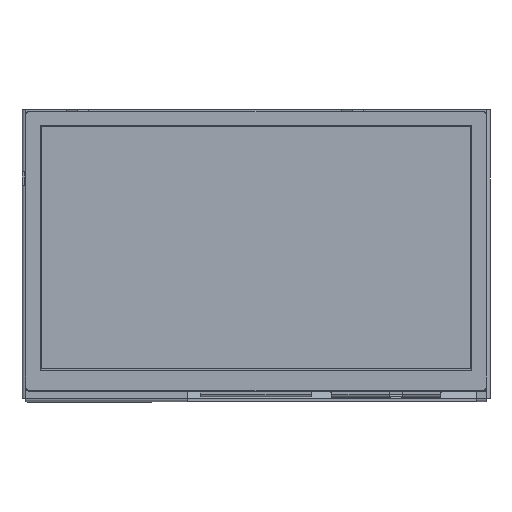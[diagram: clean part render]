
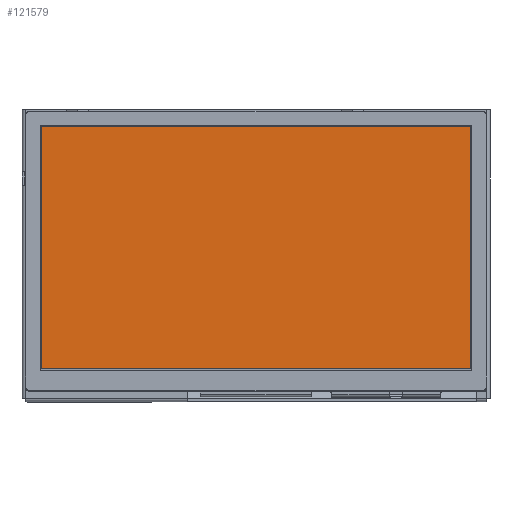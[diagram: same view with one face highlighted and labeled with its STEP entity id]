
A CAD part, top view. The second image highlights one B-rep face of the part: STEP entity #121579.
In plain terms, the highlighted planar face has unit normal (0, 0, 1).
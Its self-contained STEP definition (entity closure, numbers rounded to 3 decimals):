
#6771=PLANE('',#129800);
#12528=FACE_OUTER_BOUND('',#19279,.T.);
#19279=EDGE_LOOP('',(#108969,#108970,#108971,#108972));
#34658=LINE('',#192463,#49062);
#34662=LINE('',#192471,#49066);
#34665=LINE('',#192477,#49069);
#34668=LINE('',#192482,#49072);
#49062=VECTOR('',#156834,10.);
#49066=VECTOR('',#156840,10.);
#49069=VECTOR('',#156845,10.);
#49072=VECTOR('',#156850,10.);
#60551=VERTEX_POINT('',#192461);
#60552=VERTEX_POINT('',#192462);
#60555=VERTEX_POINT('',#192470);
#60557=VERTEX_POINT('',#192476);
#77066=EDGE_CURVE('',#60551,#60552,#34658,.T.);
#77070=EDGE_CURVE('',#60552,#60555,#34662,.T.);
#77073=EDGE_CURVE('',#60555,#60557,#34665,.T.);
#77076=EDGE_CURVE('',#60557,#60551,#34668,.T.);
#108969=ORIENTED_EDGE('',*,*,#77066,.T.);
#108970=ORIENTED_EDGE('',*,*,#77070,.T.);
#108971=ORIENTED_EDGE('',*,*,#77073,.T.);
#108972=ORIENTED_EDGE('',*,*,#77076,.T.);
#121579=ADVANCED_FACE('',(#12528),#6771,.T.);
#129800=AXIS2_PLACEMENT_3D('',#192503,#156874,#156875);
#156834=DIRECTION('',(0.,1.,0.));
#156840=DIRECTION('',(-1.,0.,0.));
#156845=DIRECTION('',(0.,-1.,0.));
#156850=DIRECTION('',(1.,0.,0.));
#156874=DIRECTION('center_axis',(0.,0.,
1.));
#156875=DIRECTION('ref_axis',(-1.,0.,0.));
#192461=CARTESIAN_POINT('',(78.04,-43.96,6.37));
#192462=CARTESIAN_POINT('',(78.04,43.96,6.37));
#192463=CARTESIAN_POINT('',(78.04,21.405,6.37));
#192470=CARTESIAN_POINT('',(-78.04,43.96,6.37));
#192471=CARTESIAN_POINT('',(-39.02,43.96,6.37));
#192476=CARTESIAN_POINT('',(-78.04,-43.96,6.37));
#192477=CARTESIAN_POINT('',(-78.04,-22.555,6.37));
#192482=CARTESIAN_POINT('',(39.02,-43.96,6.37));
#192503=CARTESIAN_POINT('Origin',(0.,-1.15,
6.37));
